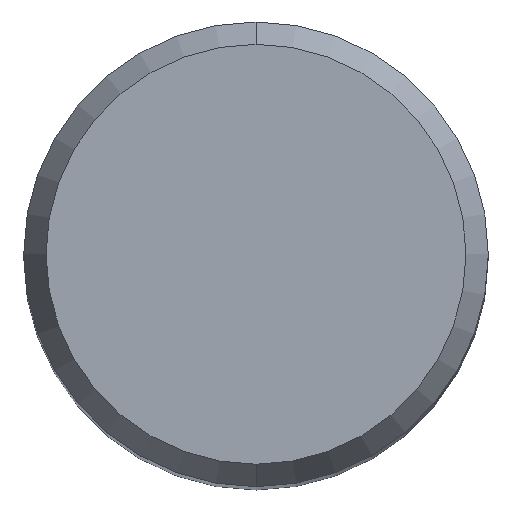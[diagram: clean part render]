
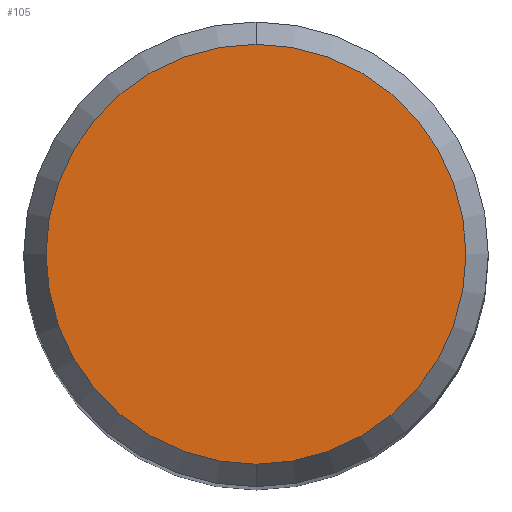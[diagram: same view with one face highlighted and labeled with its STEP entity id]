
A CAD part, top view. The second image highlights one B-rep face of the part: STEP entity #105.
In plain terms, the highlighted planar face has unit normal (0, 0, 1).
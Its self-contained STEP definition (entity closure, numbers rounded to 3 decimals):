
#105=ADVANCED_FACE('',(#232),#233,.T.);
#133=VERTEX_POINT('',#266);
#141=VERTEX_POINT('',#276);
#145=EDGE_CURVE('',#141,#133,#280,.T.);
#151=EDGE_CURVE('',#133,#141,#288,.T.);
#232=FACE_OUTER_BOUND('',#372,.T.);
#233=PLANE('',#373);
#266=CARTESIAN_POINT('',(0.0,4.304,0.01));
#276=CARTESIAN_POINT('',(0.,-4.304,0.01));
#280=CIRCLE('',#430,4.304);
#288=CIRCLE('',#439,4.304);
#372=EDGE_LOOP('',(#508,#509));
#373=AXIS2_PLACEMENT_3D('',#510,#511,#512);
#430=AXIS2_PLACEMENT_3D('',#578,#579,#580);
#439=AXIS2_PLACEMENT_3D('',#597,#598,#599);
#508=ORIENTED_EDGE('',*,*,#151,.F.);
#509=ORIENTED_EDGE('',*,*,#145,.F.);
#510=CARTESIAN_POINT('',(0.0,2.152,0.01));
#511=DIRECTION('',(-0.0,0.0,1.0));
#512=DIRECTION('',(0.0,-1.0,0.0));
#578=CARTESIAN_POINT('',(0.0,0.0,0.01));
#579=DIRECTION('',(0.0,0.0,-1.0));
#580=DIRECTION('',(0.0,1.0,0.0));
#597=CARTESIAN_POINT('',(0.0,0.0,0.01));
#598=DIRECTION('',(0.0,0.0,-1.0));
#599=DIRECTION('',(0.0,1.0,0.0));
